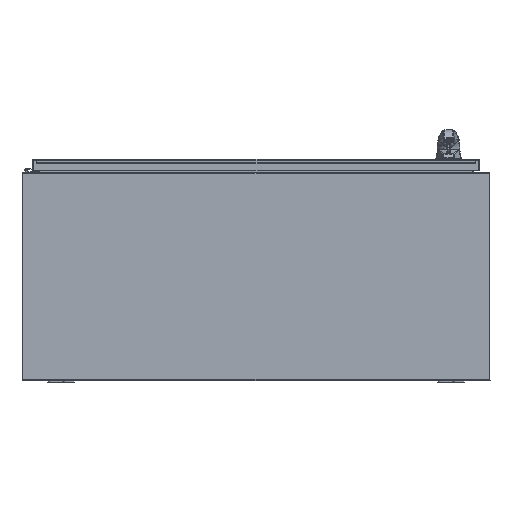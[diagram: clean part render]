
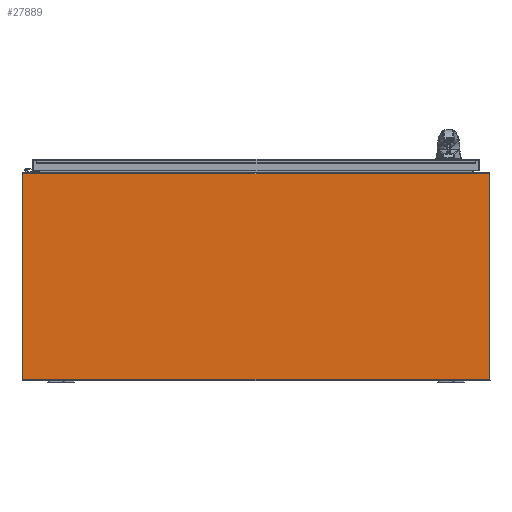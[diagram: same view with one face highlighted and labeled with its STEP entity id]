
A CAD part, front view. The second image highlights one B-rep face of the part: STEP entity #27889.
In plain terms, the highlighted planar face has unit normal (0, -1, 0).
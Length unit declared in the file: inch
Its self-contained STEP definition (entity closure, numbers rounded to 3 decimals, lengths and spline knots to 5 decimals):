
#1269 = EDGE_CURVE ( 'NONE', #40442, #57214, #39705, .T. ) ;
#12963 = CARTESIAN_POINT ( 'NONE',  ( 0., 0., 15.89475 ) ) ;
#13992 = VECTOR ( 'NONE', #49162, 39.37008 ) ;
#14181 = DIRECTION ( 'NONE',  ( -1., 0., 0. ) ) ;
#15606 = CARTESIAN_POINT ( 'NONE',  ( 35.852, 0., 15.89475 ) ) ;
#15886 = AXIS2_PLACEMENT_3D ( 'NONE', #94652, #94556, #94537 ) ;
#16114 = EDGE_CURVE ( 'NONE', #40442, #27273, #39936, .T. ) ;
#17522 = VECTOR ( 'NONE', #107977, 39.37008 ) ;
#22400 = ORIENTED_EDGE ( 'NONE', *, *, #1269, .F. ) ;
#22522 = VERTEX_POINT ( 'NONE', #84196 ) ;
#25498 = DIRECTION ( 'NONE',  ( 0., 0., 1. ) ) ;
#27273 = VERTEX_POINT ( 'NONE', #12963 ) ;
#27889 = ADVANCED_FACE ( 'NONE', ( #43170 ), #96632, .F. ) ;
#33711 = EDGE_CURVE ( 'NONE', #22522, #57214, #40204, .T. ) ;
#39705 = LINE ( 'NONE', #48770, #13992 ) ;
#39936 = LINE ( 'NONE', #15606, #108777 ) ;
#40204 = LINE ( 'NONE', #86580, #17522 ) ;
#40442 = VERTEX_POINT ( 'NONE', #87973 ) ;
#43170 = FACE_OUTER_BOUND ( 'NONE', #53474, .T. ) ;
#48770 = CARTESIAN_POINT ( 'NONE',  ( 35.852, 0., 15.89475 ) ) ;
#49162 = DIRECTION ( 'NONE',  ( 0., 0., -1. ) ) ;
#53474 = EDGE_LOOP ( 'NONE', ( #88357, #119860, #96049, #22400 ) ) ;
#54881 = CARTESIAN_POINT ( 'NONE',  ( 0., 0., 0.10525 ) ) ;
#57214 = VERTEX_POINT ( 'NONE', #59520 ) ;
#59520 = CARTESIAN_POINT ( 'NONE',  ( 35.852, 0., 0.10525 ) ) ;
#64453 = EDGE_CURVE ( 'NONE', #22522, #27273, #72004, .T. ) ;
#72004 = LINE ( 'NONE', #54881, #120942 ) ;
#84196 = CARTESIAN_POINT ( 'NONE',  ( 0., 0., 0.10525 ) ) ;
#86580 = CARTESIAN_POINT ( 'NONE',  ( 0., 0., 0.10525 ) ) ;
#87973 = CARTESIAN_POINT ( 'NONE',  ( 35.852, 0., 15.89475 ) ) ;
#88357 = ORIENTED_EDGE ( 'NONE', *, *, #16114, .T. ) ;
#94537 = DIRECTION ( 'NONE',  ( 1., 0., 0. ) ) ;
#94556 = DIRECTION ( 'NONE',  ( 0., 1., 0. ) ) ;
#94652 = CARTESIAN_POINT ( 'NONE',  ( 17.926, 0., -23.86218 ) ) ;
#96049 = ORIENTED_EDGE ( 'NONE', *, *, #33711, .T. ) ;
#96632 = PLANE ( 'NONE',  #15886 ) ;
#107977 = DIRECTION ( 'NONE',  ( 1., 0., 0. ) ) ;
#108777 = VECTOR ( 'NONE', #14181, 39.37008 ) ;
#119860 = ORIENTED_EDGE ( 'NONE', *, *, #64453, .F. ) ;
#120942 = VECTOR ( 'NONE', #25498, 39.37008 ) ;
